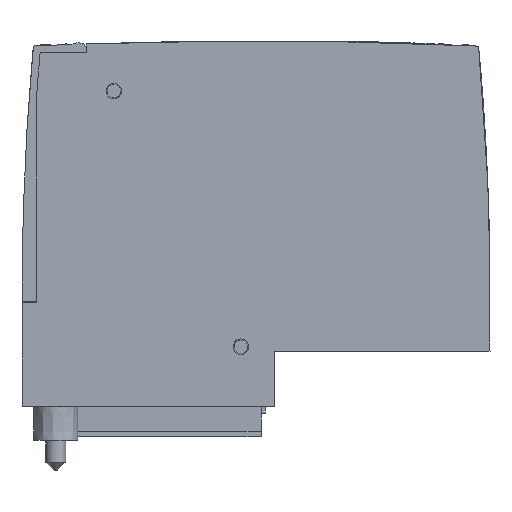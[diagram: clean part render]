
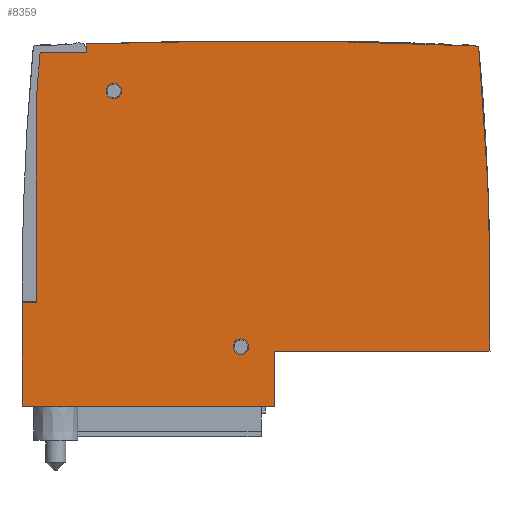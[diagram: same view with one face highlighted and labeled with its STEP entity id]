
A CAD part, left-side view. The second image highlights one B-rep face of the part: STEP entity #8359.
In plain terms, the highlighted planar face has unit normal (-1, 0, 0).
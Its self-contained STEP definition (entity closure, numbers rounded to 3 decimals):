
#6911=FACE_BOUND('',#13187,.T.);
#6912=FACE_BOUND('',#13188,.T.);
#6913=FACE_BOUND('',#13189,.T.);
#7669=B_SPLINE_CURVE_WITH_KNOTS('',3,(#50615,#50616,#50617,#50618,#50619,
#50620,#50621,#50622,#50623,#50624,#50625,#50626,#50627,#50628,#50629,#50630,
#50631,#50632,#50633,#50634,#50635,#50636),.UNSPECIFIED.,.F.,.F.,(4,1,1,
1,1,1,1,1,1,1,1,1,1,1,1,1,1,1,1,4),(0.,0.047,0.126,
0.209,0.297,0.402,0.481,
0.596,0.691,0.739,0.77,
0.791,0.803,0.815,0.838,
0.861,0.902,0.935,0.969,
1.),.UNSPECIFIED.);
#8359=ADVANCED_FACE('',(#6911,#6912,#6913),#10164,.F.);
#10164=PLANE('',#39670);
#13187=EDGE_LOOP('',(#15975));
#13188=EDGE_LOOP('',(#15976,#15977,#15978,#15979,#15980,#15981,#15982,#15983,
#15984,#15985,#15986));
#13189=EDGE_LOOP('',(#15987));
#15176=CIRCLE('',#39666,1.155);
#15177=CIRCLE('',#39667,750.);
#15178=CIRCLE('',#39668,390.4);
#15179=CIRCLE('',#39669,1.155);
#15975=ORIENTED_EDGE('',*,*,#27633,.F.);
#15976=ORIENTED_EDGE('',*,*,#27634,.F.);
#15977=ORIENTED_EDGE('',*,*,#27635,.F.);
#15978=ORIENTED_EDGE('',*,*,#27636,.F.);
#15979=ORIENTED_EDGE('',*,*,#27535,.F.);
#15980=ORIENTED_EDGE('',*,*,#27637,.F.);
#15981=ORIENTED_EDGE('',*,*,#27638,.F.);
#15982=ORIENTED_EDGE('',*,*,#27530,.F.);
#15983=ORIENTED_EDGE('',*,*,#27639,.F.);
#15984=ORIENTED_EDGE('',*,*,#27640,.F.);
#15985=ORIENTED_EDGE('',*,*,#27519,.F.);
#15986=ORIENTED_EDGE('',*,*,#27641,.F.);
#15987=ORIENTED_EDGE('',*,*,#27642,.F.);
#24640=VERTEX_POINT('',#50351);
#24641=VERTEX_POINT('',#50353);
#24650=VERTEX_POINT('',#50388);
#24651=VERTEX_POINT('',#50390);
#24654=VERTEX_POINT('',#50398);
#24655=VERTEX_POINT('',#50400);
#24740=VERTEX_POINT('',#50611);
#24741=VERTEX_POINT('',#50613);
#24742=VERTEX_POINT('',#50614);
#24743=VERTEX_POINT('',#50637);
#24744=VERTEX_POINT('',#50640);
#24745=VERTEX_POINT('',#50643);
#24746=VERTEX_POINT('',#50647);
#27519=EDGE_CURVE('',#24640,#24641,#31899,.T.);
#27530=EDGE_CURVE('',#24650,#24651,#31908,.T.);
#27535=EDGE_CURVE('',#24654,#24655,#31913,.T.);
#27633=EDGE_CURVE('',#24740,#24740,#15176,.T.);
#27634=EDGE_CURVE('',#24741,#24742,#32004,.T.);
#27635=EDGE_CURVE('',#24743,#24741,#7669,.T.);
#27636=EDGE_CURVE('',#24655,#24743,#15177,.T.);
#27637=EDGE_CURVE('',#24744,#24654,#32005,.T.);
#27638=EDGE_CURVE('',#24651,#24744,#15178,.T.);
#27639=EDGE_CURVE('',#24745,#24650,#32006,.T.);
#27640=EDGE_CURVE('',#24641,#24745,#32007,.T.);
#27641=EDGE_CURVE('',#24742,#24640,#32008,.T.);
#27642=EDGE_CURVE('',#24746,#24746,#15179,.T.);
#31899=LINE('',#50352,#35080);
#31908=LINE('',#50389,#35089);
#31913=LINE('',#50399,#35094);
#32004=LINE('',#50612,#35185);
#32005=LINE('',#50639,#35186);
#32006=LINE('',#50642,#35187);
#32007=LINE('',#50644,#35188);
#32008=LINE('',#50645,#35189);
#35080=VECTOR('',#42139,1.);
#35089=VECTOR('',#42152,1.);
#35094=VECTOR('',#42159,1.);
#35185=VECTOR('',#42290,1.);
#35186=VECTOR('',#42293,1.);
#35187=VECTOR('',#42296,1.);
#35188=VECTOR('',#42297,1.);
#35189=VECTOR('',#42298,1.);
#39666=AXIS2_PLACEMENT_3D('',#50610,#42288,#42289);
#39667=AXIS2_PLACEMENT_3D('',#50638,#42291,#42292);
#39668=AXIS2_PLACEMENT_3D('',#50641,#42294,#42295);
#39669=AXIS2_PLACEMENT_3D('',#50646,#42299,#42300);
#39670=AXIS2_PLACEMENT_3D('',#50648,#42301,#42302);
#42139=DIRECTION('',(0.,1.,0.));
#42152=DIRECTION('',(0.,0.,1.));
#42159=DIRECTION('',(0.,0.,1.));
#42288=DIRECTION('',(-1.,0.,0.));
#42289=DIRECTION('',(0.,0.,-1.));
#42290=DIRECTION('',(0.,1.,0.));
#42291=DIRECTION('',(1.,0.,0.));
#42292=DIRECTION('',(0.,-0.02,1.));
#42293=DIRECTION('',(0.,-1.,0.));
#42294=DIRECTION('',(1.,0.,0.));
#42295=DIRECTION('',(0.,0.997,0.072));
#42296=DIRECTION('',(0.,-1.,0.));
#42297=DIRECTION('',(0.,0.,1.));
#42298=DIRECTION('',(0.,0.,-1.));
#42299=DIRECTION('',(-1.,0.,0.));
#42300=DIRECTION('',(0.,0.,-1.));
#42301=DIRECTION('',(1.,0.,0.));
#42302=DIRECTION('',(0.,0.,-1.));
#50351=CARTESIAN_POINT('',(-30.1,-0.1,12.9));
#50352=CARTESIAN_POINT('',(-30.1,-0.1,12.9));
#50353=CARTESIAN_POINT('',(-30.1,37.3,12.9));
#50388=CARTESIAN_POINT('',(-30.1,35.2,28.3));
#50389=CARTESIAN_POINT('',(-30.1,35.2,28.3));
#50390=CARTESIAN_POINT('',(-30.1,35.2,58.025));
#50398=CARTESIAN_POINT('',(-30.1,27.754,65.299));
#50399=CARTESIAN_POINT('',(-30.1,27.754,65.299));
#50400=CARTESIAN_POINT('',(-30.1,27.754,66.591));
#50610=CARTESIAN_POINT('',(-30.1,4.9,21.75));
#50611=CARTESIAN_POINT('',(-30.1,4.9,20.595));
#50612=CARTESIAN_POINT('',(-30.1,-32.,21.1));
#50613=CARTESIAN_POINT('',(-30.1,-32.,21.1));
#50614=CARTESIAN_POINT('',(-30.1,-0.1,21.1));
#50615=CARTESIAN_POINT('',(-30.1,-30.317,66.26));
#50616=CARTESIAN_POINT('',(-30.1,-30.383,65.551));
#50617=CARTESIAN_POINT('',(-30.1,-30.553,63.666));
#50618=CARTESIAN_POINT('',(-30.1,-30.814,60.529));
#50619=CARTESIAN_POINT('',(-30.1,-31.089,56.782));
#50620=CARTESIAN_POINT('',(-30.1,-31.353,52.632));
#50621=CARTESIAN_POINT('',(-30.1,-31.568,48.537));
#50622=CARTESIAN_POINT('',(-30.1,-31.757,44.033));
#50623=CARTESIAN_POINT('',(-30.1,-31.89,39.673));
#50624=CARTESIAN_POINT('',(-30.1,-31.962,35.79));
#50625=CARTESIAN_POINT('',(-30.1,-31.989,33.162));
#50626=CARTESIAN_POINT('',(-30.1,-31.997,31.656));
#50627=CARTESIAN_POINT('',(-30.1,-32.,30.683));
#50628=CARTESIAN_POINT('',(-30.1,-32.,30.003));
#50629=CARTESIAN_POINT('',(-30.1,-32.,29.291));
#50630=CARTESIAN_POINT('',(-30.1,-32.,28.416));
#50631=CARTESIAN_POINT('',(-30.1,-32.,27.114));
#50632=CARTESIAN_POINT('',(-30.1,-32.,25.65));
#50633=CARTESIAN_POINT('',(-30.1,-32.,24.025));
#50634=CARTESIAN_POINT('',(-30.1,-32.,22.541));
#50635=CARTESIAN_POINT('',(-30.1,-32.,21.566));
#50636=CARTESIAN_POINT('',(-30.1,-32.,21.1));
#50637=CARTESIAN_POINT('',(-30.1,-30.317,66.26));
#50638=CARTESIAN_POINT('',(-30.1,3.,-683.));
#50639=CARTESIAN_POINT('',(-30.1,34.61,65.299));
#50640=CARTESIAN_POINT('',(-30.1,34.61,65.299));
#50641=CARTESIAN_POINT('',(-30.1,-354.2,30.1));
#50642=CARTESIAN_POINT('',(-30.1,37.3,28.3));
#50643=CARTESIAN_POINT('',(-30.1,37.3,28.3));
#50644=CARTESIAN_POINT('',(-30.1,37.3,12.9));
#50645=CARTESIAN_POINT('',(-30.1,-0.1,21.1));
#50646=CARTESIAN_POINT('',(-30.1,23.7,59.6));
#50647=CARTESIAN_POINT('',(-30.1,23.7,58.445));
#50648=CARTESIAN_POINT('',(-30.1,-354.2,30.1));
